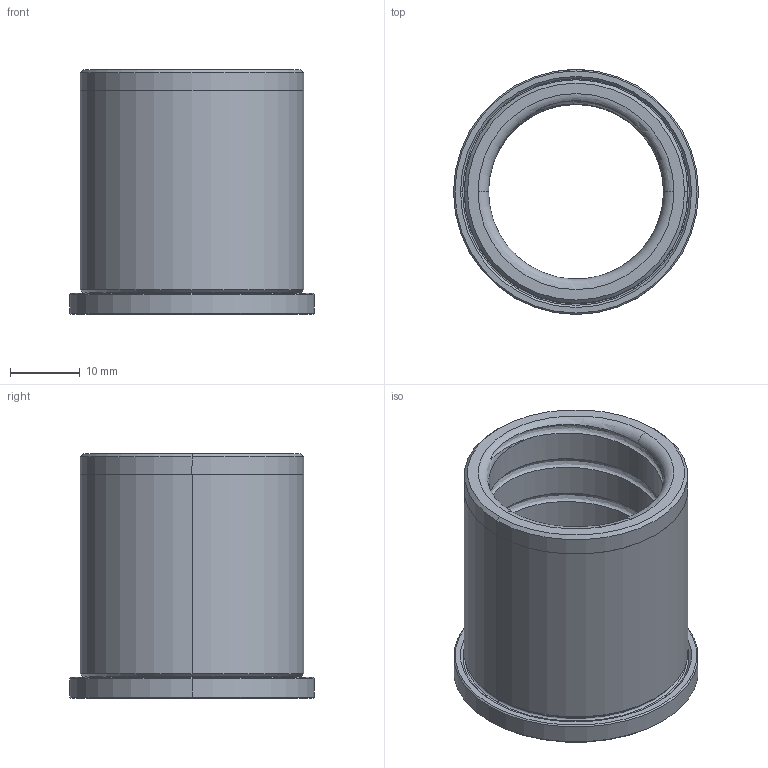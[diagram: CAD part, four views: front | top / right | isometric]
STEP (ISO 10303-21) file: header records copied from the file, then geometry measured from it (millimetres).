
FILE_DESCRIPTION (( 'STEP AP214' ), '1' );
FILE_NAME ('GBHV-D32-d25-L35.step', '2021-09-11T10:26:53', ( 'User' ), ( 'china' ), 'SwSTEP 2.0', 'SolidWorks 2016', '' );
FILE_SCHEMA (( 'AUTOMOTIVE_DESIGN' ));
Length unit declared in the file: millimetre
Products named in the file (1): GBHV-D32-d25-L35
Bounding box: 35 x 35 x 35 mm (x, y, z)
Volume: 11051.5 mm3; surface area: 7389.5 mm2
Topology: 1 solids, 1 shells, 63 faces, 153 edges, 97 vertices
Faces by surface type: cylinder 33, plane 13, cone 10, torus 6, bspline 1
Entity records: 3055 total; most frequent: CARTESIAN_POINT 1628, ORIENTED_EDGE 306, DIRECTION 276, EDGE_CURVE 153, AXIS2_PLACEMENT_3D 110, VERTEX_POINT 97, EDGE_LOOP 70, FACE_OUTER_BOUND 63
